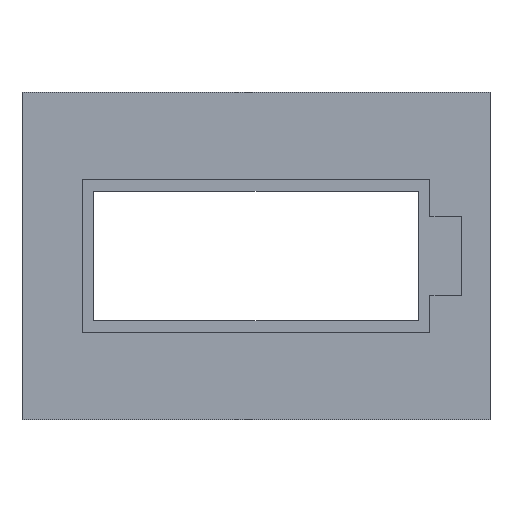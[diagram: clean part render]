
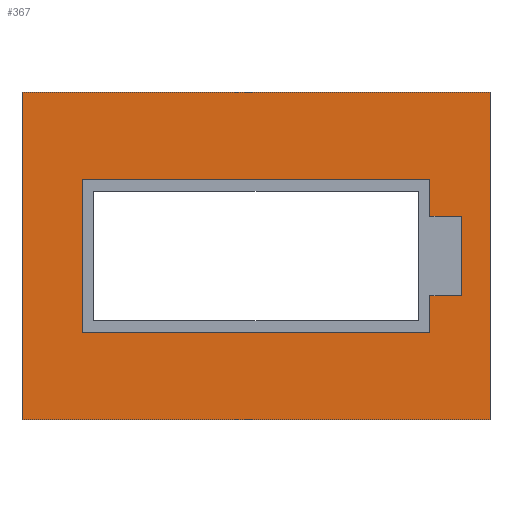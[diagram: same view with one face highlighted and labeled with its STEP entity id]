
A CAD part, top view. The second image highlights one B-rep face of the part: STEP entity #367.
In plain terms, the highlighted planar face has unit normal (0, 0, 1).
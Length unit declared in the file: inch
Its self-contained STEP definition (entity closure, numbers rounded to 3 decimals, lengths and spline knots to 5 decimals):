
#16=FACE_BOUND('',#56,.T.);
#35=FACE_OUTER_BOUND('',#55,.T.);
#55=EDGE_LOOP('',(#311,#312,#313,#314));
#56=EDGE_LOOP('',(#315,#316,#317,#318,#319,#320,#321,#322));
#80=LINE('',#536,#128);
#83=LINE('',#541,#131);
#85=LINE('',#545,#133);
#87=LINE('',#549,#135);
#88=LINE('',#552,#136);
#90=LINE('',#556,#138);
#92=LINE('',#560,#140);
#94=LINE('',#563,#142);
#97=LINE('',#571,#145);
#100=LINE('',#577,#148);
#103=LINE('',#583,#151);
#106=LINE('',#587,#154);
#128=VECTOR('',#437,0.3937);
#131=VECTOR('',#442,0.3937);
#133=VECTOR('',#446,0.3937);
#135=VECTOR('',#450,0.3937);
#136=VECTOR('',#453,0.3937);
#138=VECTOR('',#457,0.3937);
#140=VECTOR('',#461,0.3937);
#142=VECTOR('',#465,0.3937);
#145=VECTOR('',#470,0.3937);
#148=VECTOR('',#475,0.3937);
#151=VECTOR('',#480,0.3937);
#154=VECTOR('',#485,0.3937);
#171=VERTEX_POINT('',#533);
#172=VERTEX_POINT('',#535);
#173=VERTEX_POINT('',#539);
#174=VERTEX_POINT('',#543);
#175=VERTEX_POINT('',#547);
#176=VERTEX_POINT('',#551);
#177=VERTEX_POINT('',#555);
#178=VERTEX_POINT('',#559);
#181=VERTEX_POINT('',#568);
#182=VERTEX_POINT('',#570);
#184=VERTEX_POINT('',#576);
#186=VERTEX_POINT('',#582);
#208=EDGE_CURVE('',#172,#171,#80,.T.);
#211=EDGE_CURVE('',#171,#173,#83,.T.);
#213=EDGE_CURVE('',#173,#174,#85,.T.);
#215=EDGE_CURVE('',#174,#175,#87,.T.);
#216=EDGE_CURVE('',#176,#172,#88,.T.);
#218=EDGE_CURVE('',#177,#176,#90,.T.);
#220=EDGE_CURVE('',#178,#177,#92,.T.);
#222=EDGE_CURVE('',#175,#178,#94,.T.);
#225=EDGE_CURVE('',#182,#181,#97,.T.);
#228=EDGE_CURVE('',#184,#182,#100,.T.);
#231=EDGE_CURVE('',#186,#184,#103,.T.);
#234=EDGE_CURVE('',#181,#186,#106,.T.);
#311=ORIENTED_EDGE('',*,*,#234,.T.);
#312=ORIENTED_EDGE('',*,*,#231,.T.);
#313=ORIENTED_EDGE('',*,*,#228,.T.);
#314=ORIENTED_EDGE('',*,*,#225,.T.);
#315=ORIENTED_EDGE('',*,*,#222,.T.);
#316=ORIENTED_EDGE('',*,*,#220,.T.);
#317=ORIENTED_EDGE('',*,*,#218,.T.);
#318=ORIENTED_EDGE('',*,*,#216,.T.);
#319=ORIENTED_EDGE('',*,*,#208,.T.);
#320=ORIENTED_EDGE('',*,*,#211,.T.);
#321=ORIENTED_EDGE('',*,*,#213,.T.);
#322=ORIENTED_EDGE('',*,*,#215,.T.);
#348=PLANE('',#400);
#367=ADVANCED_FACE('',(#35,#16),#348,.T.);
#400=AXIS2_PLACEMENT_3D('',#588,#486,#487);
#437=DIRECTION('',(0.,-1.,0.));
#442=DIRECTION('',(-1.,0.,0.));
#446=DIRECTION('',(0.,1.,0.));
#450=DIRECTION('',(1.,0.,0.));
#453=DIRECTION('',(-1.,0.,0.));
#457=DIRECTION('',(0.,-1.,0.));
#461=DIRECTION('',(1.,0.,0.));
#465=DIRECTION('',(0.,-1.,0.));
#470=DIRECTION('',(-1.,0.,0.));
#475=DIRECTION('',(0.,1.,0.));
#480=DIRECTION('',(1.,0.,0.));
#485=DIRECTION('',(0.,-1.,0.));
#486=DIRECTION('center_axis',(0.,0.,1.));
#487=DIRECTION('ref_axis',(1.,0.,0.));
#533=CARTESIAN_POINT('',(2.58,0.55,0.15));
#535=CARTESIAN_POINT('',(2.58,0.785,0.15));
#536=CARTESIAN_POINT('',(2.58,0.55,0.15));
#539=CARTESIAN_POINT('',(0.38,0.55,0.15));
#541=CARTESIAN_POINT('',(0.38,0.55,0.15));
#543=CARTESIAN_POINT('',(0.38,1.52,0.15));
#545=CARTESIAN_POINT('',(0.38,1.52,0.15));
#547=CARTESIAN_POINT('',(2.58,1.52,0.15));
#549=CARTESIAN_POINT('',(2.58,1.52,0.15));
#551=CARTESIAN_POINT('',(2.78,0.785,0.15));
#552=CARTESIAN_POINT('',(2.78,0.785,0.15));
#555=CARTESIAN_POINT('',(2.78,1.285,0.15));
#556=CARTESIAN_POINT('',(2.78,1.285,0.15));
#559=CARTESIAN_POINT('',(2.58,1.285,0.15));
#560=CARTESIAN_POINT('',(2.58,1.285,0.15));
#563=CARTESIAN_POINT('',(2.58,0.55,0.15));
#568=CARTESIAN_POINT('',(0.,2.07,0.15));
#570=CARTESIAN_POINT('',(2.96,2.07,0.15));
#571=CARTESIAN_POINT('',(2.96,2.07,0.15));
#576=CARTESIAN_POINT('',(2.96,0.,0.15));
#577=CARTESIAN_POINT('',(2.96,0.,0.15));
#582=CARTESIAN_POINT('',(0.,0.,0.15));
#583=CARTESIAN_POINT('',(0.,0.,0.15));
#587=CARTESIAN_POINT('',(0.,2.07,0.15));
#588=CARTESIAN_POINT('Origin',(1.48,1.035,0.15));
